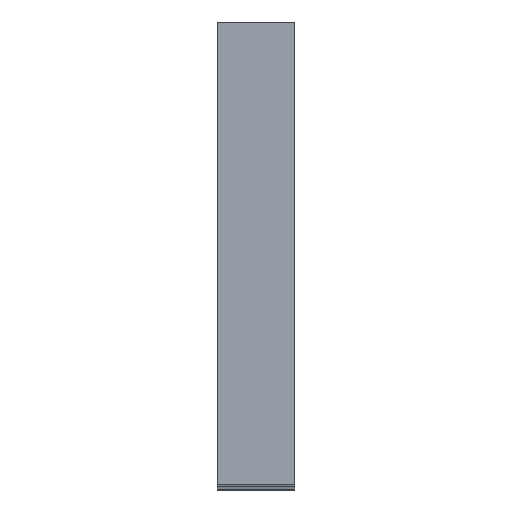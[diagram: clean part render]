
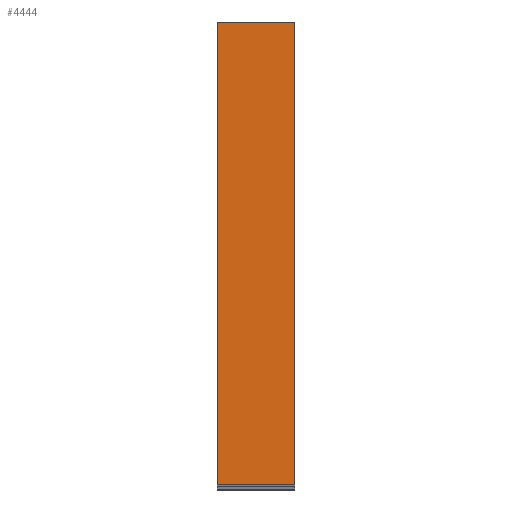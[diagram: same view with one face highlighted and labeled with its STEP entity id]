
A CAD part, top view. The second image highlights one B-rep face of the part: STEP entity #4444.
In plain terms, the highlighted planar face has unit normal (0, 0, 1).
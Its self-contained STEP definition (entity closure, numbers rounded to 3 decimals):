
#32 = PLANE('',#33);
#33 = AXIS2_PLACEMENT_3D('',#34,#35,#36);
#34 = CARTESIAN_POINT('',(103.,-470.,-485.5));
#35 = DIRECTION('',(-1.,0.,0.));
#36 = DIRECTION('',(0.,0.,1.));
#174 = VERTEX_POINT('',#175);
#175 = CARTESIAN_POINT('',(103.,-410.,-108.));
#189 = PLANE('',#190);
#190 = AXIS2_PLACEMENT_3D('',#191,#192,#193);
#191 = CARTESIAN_POINT('',(103.,-410.,-128.));
#192 = DIRECTION('',(0.,-1.,0.));
#193 = DIRECTION('',(0.,0.,-1.));
#201 = EDGE_CURVE('',#202,#174,#204,.T.);
#202 = VERTEX_POINT('',#203);
#203 = CARTESIAN_POINT('',(103.,-530.,-108.));
#204 = SURFACE_CURVE('',#205,(#209,#216),.PCURVE_S1.);
#205 = LINE('',#206,#207);
#206 = CARTESIAN_POINT('',(103.,-530.,-108.));
#207 = VECTOR('',#208,1.);
#208 = DIRECTION('',(0.,1.,0.));
#209 = PCURVE('',#32,#210);
#210 = DEFINITIONAL_REPRESENTATION('',(#211),#215);
#211 = LINE('',#212,#213);
#212 = CARTESIAN_POINT('',(377.5,-60.));
#213 = VECTOR('',#214,1.);
#214 = DIRECTION('',(0.,1.));
#215 = ( GEOMETRIC_REPRESENTATION_CONTEXT(2) 
PARAMETRIC_REPRESENTATION_CONTEXT() REPRESENTATION_CONTEXT('2D SPACE',''
  ) );
#216 = PCURVE('',#217,#222);
#217 = PLANE('',#218);
#218 = AXIS2_PLACEMENT_3D('',#219,#220,#221);
#219 = CARTESIAN_POINT('',(103.,-470.,-108.));
#220 = DIRECTION('',(0.,0.,-1.));
#221 = DIRECTION('',(1.,0.,0.));
#222 = DEFINITIONAL_REPRESENTATION('',(#223),#227);
#223 = LINE('',#224,#225);
#224 = CARTESIAN_POINT('',(0.,60.));
#225 = VECTOR('',#226,1.);
#226 = DIRECTION('',(0.,-1.));
#227 = ( GEOMETRIC_REPRESENTATION_CONTEXT(2) 
PARAMETRIC_REPRESENTATION_CONTEXT() REPRESENTATION_CONTEXT('2D SPACE',''
  ) );
#245 = PLANE('',#246);
#246 = AXIS2_PLACEMENT_3D('',#247,#248,#249);
#247 = CARTESIAN_POINT('',(103.,-530.,-843.));
#248 = DIRECTION('',(0.,1.,0.));
#249 = DIRECTION('',(0.,0.,1.));
#1333 = PLANE('',#1334);
#1334 = AXIS2_PLACEMENT_3D('',#1335,#1336,#1337);
#1335 = CARTESIAN_POINT('',(123.,-470.,-485.5));
#1336 = DIRECTION('',(-1.,0.,0.));
#1337 = DIRECTION('',(0.,0.,1.));
#1569 = VERTEX_POINT('',#1570);
#1570 = CARTESIAN_POINT('',(123.,-530.,-108.));
#1591 = EDGE_CURVE('',#1592,#1569,#1594,.T.);
#1592 = VERTEX_POINT('',#1593);
#1593 = CARTESIAN_POINT('',(123.,-410.,-108.));
#1594 = SURFACE_CURVE('',#1595,(#1599,#1606),.PCURVE_S1.);
#1595 = LINE('',#1596,#1597);
#1596 = CARTESIAN_POINT('',(123.,-410.,-108.));
#1597 = VECTOR('',#1598,1.);
#1598 = DIRECTION('',(0.,-1.,0.));
#1599 = PCURVE('',#1333,#1600);
#1600 = DEFINITIONAL_REPRESENTATION('',(#1601),#1605);
#1601 = LINE('',#1602,#1603);
#1602 = CARTESIAN_POINT('',(377.5,60.));
#1603 = VECTOR('',#1604,1.);
#1604 = DIRECTION('',(0.,-1.));
#1605 = ( GEOMETRIC_REPRESENTATION_CONTEXT(2) 
PARAMETRIC_REPRESENTATION_CONTEXT() REPRESENTATION_CONTEXT('2D SPACE',''
  ) );
#1606 = PCURVE('',#217,#1607);
#1607 = DEFINITIONAL_REPRESENTATION('',(#1608),#1612);
#1608 = LINE('',#1609,#1610);
#1609 = CARTESIAN_POINT('',(20.,-60.));
#1610 = VECTOR('',#1611,1.);
#1611 = DIRECTION('',(0.,1.));
#1612 = ( GEOMETRIC_REPRESENTATION_CONTEXT(2) 
PARAMETRIC_REPRESENTATION_CONTEXT() REPRESENTATION_CONTEXT('2D SPACE',''
  ) );
#4235 = EDGE_CURVE('',#1569,#202,#4236,.T.);
#4236 = SURFACE_CURVE('',#4237,(#4241,#4248),.PCURVE_S1.);
#4237 = LINE('',#4238,#4239);
#4238 = CARTESIAN_POINT('',(123.,-530.,-108.));
#4239 = VECTOR('',#4240,1.);
#4240 = DIRECTION('',(-1.,0.,0.));
#4241 = PCURVE('',#245,#4242);
#4242 = DEFINITIONAL_REPRESENTATION('',(#4243),#4247);
#4243 = LINE('',#4244,#4245);
#4244 = CARTESIAN_POINT('',(735.,20.));
#4245 = VECTOR('',#4246,1.);
#4246 = DIRECTION('',(0.,-1.));
#4247 = ( GEOMETRIC_REPRESENTATION_CONTEXT(2) 
PARAMETRIC_REPRESENTATION_CONTEXT() REPRESENTATION_CONTEXT('2D SPACE',''
  ) );
#4248 = PCURVE('',#217,#4249);
#4249 = DEFINITIONAL_REPRESENTATION('',(#4250),#4254);
#4250 = LINE('',#4251,#4252);
#4251 = CARTESIAN_POINT('',(20.,60.));
#4252 = VECTOR('',#4253,1.);
#4253 = DIRECTION('',(-1.,0.));
#4254 = ( GEOMETRIC_REPRESENTATION_CONTEXT(2) 
PARAMETRIC_REPRESENTATION_CONTEXT() REPRESENTATION_CONTEXT('2D SPACE',''
  ) );
#4444 = ADVANCED_FACE('',(#4445),#217,.F.);
#4445 = FACE_BOUND('',#4446,.F.);
#4446 = EDGE_LOOP('',(#4447,#4448,#4469,#4470));
#4447 = ORIENTED_EDGE('',*,*,#201,.T.);
#4448 = ORIENTED_EDGE('',*,*,#4449,.T.);
#4449 = EDGE_CURVE('',#174,#1592,#4450,.T.);
#4450 = SURFACE_CURVE('',#4451,(#4455,#4462),.PCURVE_S1.);
#4451 = LINE('',#4452,#4453);
#4452 = CARTESIAN_POINT('',(103.,-410.,-108.));
#4453 = VECTOR('',#4454,1.);
#4454 = DIRECTION('',(1.,0.,0.));
#4455 = PCURVE('',#217,#4456);
#4456 = DEFINITIONAL_REPRESENTATION('',(#4457),#4461);
#4457 = LINE('',#4458,#4459);
#4458 = CARTESIAN_POINT('',(0.,-60.));
#4459 = VECTOR('',#4460,1.);
#4460 = DIRECTION('',(1.,0.));
#4461 = ( GEOMETRIC_REPRESENTATION_CONTEXT(2) 
PARAMETRIC_REPRESENTATION_CONTEXT() REPRESENTATION_CONTEXT('2D SPACE',''
  ) );
#4462 = PCURVE('',#189,#4463);
#4463 = DEFINITIONAL_REPRESENTATION('',(#4464),#4468);
#4464 = LINE('',#4465,#4466);
#4465 = CARTESIAN_POINT('',(-20.,0.));
#4466 = VECTOR('',#4467,1.);
#4467 = DIRECTION('',(0.,1.));
#4468 = ( GEOMETRIC_REPRESENTATION_CONTEXT(2) 
PARAMETRIC_REPRESENTATION_CONTEXT() REPRESENTATION_CONTEXT('2D SPACE',''
  ) );
#4469 = ORIENTED_EDGE('',*,*,#1591,.T.);
#4470 = ORIENTED_EDGE('',*,*,#4235,.T.);
